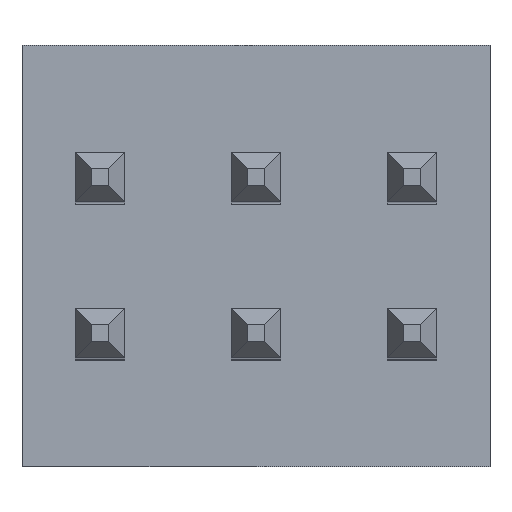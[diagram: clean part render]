
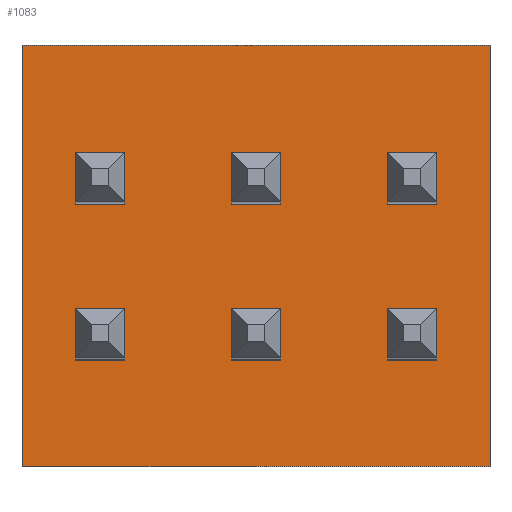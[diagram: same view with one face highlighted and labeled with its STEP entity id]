
A CAD part, top view. The second image highlights one B-rep face of the part: STEP entity #1083.
In plain terms, the highlighted face is planar.
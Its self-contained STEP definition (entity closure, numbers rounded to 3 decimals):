
#176 = VERTEX_POINT('',#177);
#177 = CARTESIAN_POINT('',(-1.905,2.515,1.715));
#183 = EDGE_CURVE('',#184,#176,#186,.T.);
#184 = VERTEX_POINT('',#185);
#185 = CARTESIAN_POINT('',(-1.905,2.515,-1.715));
#186 = LINE('',#187,#188);
#187 = CARTESIAN_POINT('',(-1.905,2.515,-1.715));
#188 = VECTOR('',#189,1.);
#189 = DIRECTION('',(0.,0.,1.));
#223 = VERTEX_POINT('',#224);
#224 = CARTESIAN_POINT('',(1.905,2.515,1.715));
#230 = EDGE_CURVE('',#176,#223,#231,.T.);
#231 = LINE('',#232,#233);
#232 = CARTESIAN_POINT('',(-1.905,2.515,1.715));
#233 = VECTOR('',#234,1.);
#234 = DIRECTION('',(1.,0.,0.));
#270 = VERTEX_POINT('',#271);
#271 = CARTESIAN_POINT('',(1.905,2.515,-1.715));
#277 = EDGE_CURVE('',#223,#270,#278,.T.);
#278 = LINE('',#279,#280);
#279 = CARTESIAN_POINT('',(1.905,2.515,1.715));
#280 = VECTOR('',#281,1.);
#281 = DIRECTION('',(0.,0.,-1.));
#332 = VERTEX_POINT('',#333);
#333 = CARTESIAN_POINT('',(1.067,2.515,-0.826));
#339 = EDGE_CURVE('',#332,#340,#342,.T.);
#340 = VERTEX_POINT('',#341);
#341 = CARTESIAN_POINT('',(1.067,2.515,-0.419));
#342 = LINE('',#343,#344);
#343 = CARTESIAN_POINT('',(1.067,2.515,-0.826));
#344 = VECTOR('',#345,1.);
#345 = DIRECTION('',(0.,0.,1.));
#370 = VERTEX_POINT('',#371);
#371 = CARTESIAN_POINT('',(1.473,2.515,-0.826));
#377 = EDGE_CURVE('',#370,#332,#378,.T.);
#378 = LINE('',#379,#380);
#379 = CARTESIAN_POINT('',(1.473,2.515,-0.826));
#380 = VECTOR('',#381,1.);
#381 = DIRECTION('',(-1.,0.,0.));
#401 = VERTEX_POINT('',#402);
#402 = CARTESIAN_POINT('',(1.473,2.515,-0.419));
#408 = EDGE_CURVE('',#401,#370,#409,.T.);
#409 = LINE('',#410,#411);
#410 = CARTESIAN_POINT('',(1.473,2.515,-0.419));
#411 = VECTOR('',#412,1.);
#412 = DIRECTION('',(0.,0.,-1.));
#434 = VERTEX_POINT('',#435);
#435 = CARTESIAN_POINT('',(1.067,2.515,0.445));
#441 = EDGE_CURVE('',#434,#442,#444,.T.);
#442 = VERTEX_POINT('',#443);
#443 = CARTESIAN_POINT('',(1.067,2.515,0.851));
#444 = LINE('',#445,#446);
#445 = CARTESIAN_POINT('',(1.067,2.515,0.445));
#446 = VECTOR('',#447,1.);
#447 = DIRECTION('',(0.,0.,1.));
#472 = VERTEX_POINT('',#473);
#473 = CARTESIAN_POINT('',(1.473,2.515,0.445));
#479 = EDGE_CURVE('',#472,#434,#480,.T.);
#480 = LINE('',#481,#482);
#481 = CARTESIAN_POINT('',(1.473,2.515,0.445));
#482 = VECTOR('',#483,1.);
#483 = DIRECTION('',(-1.,0.,0.));
#503 = VERTEX_POINT('',#504);
#504 = CARTESIAN_POINT('',(1.473,2.515,0.851));
#510 = EDGE_CURVE('',#503,#472,#511,.T.);
#511 = LINE('',#512,#513);
#512 = CARTESIAN_POINT('',(1.473,2.515,0.851));
#513 = VECTOR('',#514,1.);
#514 = DIRECTION('',(0.,0.,-1.));
#536 = VERTEX_POINT('',#537);
#537 = CARTESIAN_POINT('',(-0.203,2.515,-0.826));
#543 = EDGE_CURVE('',#536,#544,#546,.T.);
#544 = VERTEX_POINT('',#545);
#545 = CARTESIAN_POINT('',(-0.203,2.515,-0.419));
#546 = LINE('',#547,#548);
#547 = CARTESIAN_POINT('',(-0.203,2.515,-0.826));
#548 = VECTOR('',#549,1.);
#549 = DIRECTION('',(0.,0.,1.));
#574 = VERTEX_POINT('',#575);
#575 = CARTESIAN_POINT('',(0.203,2.515,-0.826));
#581 = EDGE_CURVE('',#574,#536,#582,.T.);
#582 = LINE('',#583,#584);
#583 = CARTESIAN_POINT('',(0.203,2.515,-0.826));
#584 = VECTOR('',#585,1.);
#585 = DIRECTION('',(-1.,0.,0.));
#605 = VERTEX_POINT('',#606);
#606 = CARTESIAN_POINT('',(0.203,2.515,-0.419));
#612 = EDGE_CURVE('',#605,#574,#613,.T.);
#613 = LINE('',#614,#615);
#614 = CARTESIAN_POINT('',(0.203,2.515,-0.419));
#615 = VECTOR('',#616,1.);
#616 = DIRECTION('',(0.,0.,-1.));
#638 = VERTEX_POINT('',#639);
#639 = CARTESIAN_POINT('',(-0.203,2.515,0.445));
#645 = EDGE_CURVE('',#638,#646,#648,.T.);
#646 = VERTEX_POINT('',#647);
#647 = CARTESIAN_POINT('',(-0.203,2.515,0.851));
#648 = LINE('',#649,#650);
#649 = CARTESIAN_POINT('',(-0.203,2.515,0.445));
#650 = VECTOR('',#651,1.);
#651 = DIRECTION('',(0.,0.,1.));
#676 = VERTEX_POINT('',#677);
#677 = CARTESIAN_POINT('',(0.203,2.515,0.445));
#683 = EDGE_CURVE('',#676,#638,#684,.T.);
#684 = LINE('',#685,#686);
#685 = CARTESIAN_POINT('',(0.203,2.515,0.445));
#686 = VECTOR('',#687,1.);
#687 = DIRECTION('',(-1.,0.,0.));
#707 = VERTEX_POINT('',#708);
#708 = CARTESIAN_POINT('',(0.203,2.515,0.851));
#714 = EDGE_CURVE('',#707,#676,#715,.T.);
#715 = LINE('',#716,#717);
#716 = CARTESIAN_POINT('',(0.203,2.515,0.851));
#717 = VECTOR('',#718,1.);
#718 = DIRECTION('',(0.,0.,-1.));
#740 = VERTEX_POINT('',#741);
#741 = CARTESIAN_POINT('',(-1.473,2.515,-0.826));
#747 = EDGE_CURVE('',#740,#748,#750,.T.);
#748 = VERTEX_POINT('',#749);
#749 = CARTESIAN_POINT('',(-1.473,2.515,-0.419));
#750 = LINE('',#751,#752);
#751 = CARTESIAN_POINT('',(-1.473,2.515,-0.826));
#752 = VECTOR('',#753,1.);
#753 = DIRECTION('',(0.,0.,1.));
#778 = VERTEX_POINT('',#779);
#779 = CARTESIAN_POINT('',(-1.067,2.515,-0.826));
#785 = EDGE_CURVE('',#778,#740,#786,.T.);
#786 = LINE('',#787,#788);
#787 = CARTESIAN_POINT('',(-1.067,2.515,-0.826));
#788 = VECTOR('',#789,1.);
#789 = DIRECTION('',(-1.,0.,0.));
#809 = VERTEX_POINT('',#810);
#810 = CARTESIAN_POINT('',(-1.067,2.515,-0.419));
#816 = EDGE_CURVE('',#809,#778,#817,.T.);
#817 = LINE('',#818,#819);
#818 = CARTESIAN_POINT('',(-1.067,2.515,-0.419));
#819 = VECTOR('',#820,1.);
#820 = DIRECTION('',(0.,0.,-1.));
#842 = VERTEX_POINT('',#843);
#843 = CARTESIAN_POINT('',(-1.473,2.515,0.445));
#849 = EDGE_CURVE('',#842,#850,#852,.T.);
#850 = VERTEX_POINT('',#851);
#851 = CARTESIAN_POINT('',(-1.473,2.515,0.851));
#852 = LINE('',#853,#854);
#853 = CARTESIAN_POINT('',(-1.473,2.515,0.445));
#854 = VECTOR('',#855,1.);
#855 = DIRECTION('',(0.,0.,1.));
#880 = VERTEX_POINT('',#881);
#881 = CARTESIAN_POINT('',(-1.067,2.515,0.445));
#887 = EDGE_CURVE('',#880,#842,#888,.T.);
#888 = LINE('',#889,#890);
#889 = CARTESIAN_POINT('',(-1.067,2.515,0.445));
#890 = VECTOR('',#891,1.);
#891 = DIRECTION('',(-1.,0.,0.));
#911 = VERTEX_POINT('',#912);
#912 = CARTESIAN_POINT('',(-1.067,2.515,0.851));
#918 = EDGE_CURVE('',#911,#880,#919,.T.);
#919 = LINE('',#920,#921);
#920 = CARTESIAN_POINT('',(-1.067,2.515,0.851));
#921 = VECTOR('',#922,1.);
#922 = DIRECTION('',(0.,0.,-1.));
#940 = EDGE_CURVE('',#340,#401,#941,.T.);
#941 = LINE('',#942,#943);
#942 = CARTESIAN_POINT('',(1.067,2.515,-0.419));
#943 = VECTOR('',#944,1.);
#944 = DIRECTION('',(1.,0.,0.));
#962 = EDGE_CURVE('',#442,#503,#963,.T.);
#963 = LINE('',#964,#965);
#964 = CARTESIAN_POINT('',(1.067,2.515,0.851));
#965 = VECTOR('',#966,1.);
#966 = DIRECTION('',(1.,0.,0.));
#984 = EDGE_CURVE('',#544,#605,#985,.T.);
#985 = LINE('',#986,#987);
#986 = CARTESIAN_POINT('',(-0.203,2.515,-0.419));
#987 = VECTOR('',#988,1.);
#988 = DIRECTION('',(1.,0.,0.));
#1006 = EDGE_CURVE('',#646,#707,#1007,.T.);
#1007 = LINE('',#1008,#1009);
#1008 = CARTESIAN_POINT('',(-0.203,2.515,0.851));
#1009 = VECTOR('',#1010,1.);
#1010 = DIRECTION('',(1.,0.,0.));
#1028 = EDGE_CURVE('',#748,#809,#1029,.T.);
#1029 = LINE('',#1030,#1031);
#1030 = CARTESIAN_POINT('',(-1.473,2.515,-0.419));
#1031 = VECTOR('',#1032,1.);
#1032 = DIRECTION('',(1.,0.,0.));
#1050 = EDGE_CURVE('',#850,#911,#1051,.T.);
#1051 = LINE('',#1052,#1053);
#1052 = CARTESIAN_POINT('',(-1.473,2.515,0.851));
#1053 = VECTOR('',#1054,1.);
#1054 = DIRECTION('',(1.,0.,0.));
#1073 = EDGE_CURVE('',#270,#184,#1074,.T.);
#1074 = LINE('',#1075,#1076);
#1075 = CARTESIAN_POINT('',(1.905,2.515,-1.715));
#1076 = VECTOR('',#1077,1.);
#1077 = DIRECTION('',(-1.,0.,0.));
#1083 = ADVANCED_FACE('',(#1084,#1090,#1096,#1102,#1108,#1114,#1120),
  #1126,.T.);
#1084 = FACE_BOUND('',#1085,.T.);
#1085 = EDGE_LOOP('',(#1086,#1087,#1088,#1089));
#1086 = ORIENTED_EDGE('',*,*,#849,.F.);
#1087 = ORIENTED_EDGE('',*,*,#887,.F.);
#1088 = ORIENTED_EDGE('',*,*,#918,.F.);
#1089 = ORIENTED_EDGE('',*,*,#1050,.F.);
#1090 = FACE_BOUND('',#1091,.T.);
#1091 = EDGE_LOOP('',(#1092,#1093,#1094,#1095));
#1092 = ORIENTED_EDGE('',*,*,#747,.F.);
#1093 = ORIENTED_EDGE('',*,*,#785,.F.);
#1094 = ORIENTED_EDGE('',*,*,#816,.F.);
#1095 = ORIENTED_EDGE('',*,*,#1028,.F.);
#1096 = FACE_BOUND('',#1097,.T.);
#1097 = EDGE_LOOP('',(#1098,#1099,#1100,#1101));
#1098 = ORIENTED_EDGE('',*,*,#645,.F.);
#1099 = ORIENTED_EDGE('',*,*,#683,.F.);
#1100 = ORIENTED_EDGE('',*,*,#714,.F.);
#1101 = ORIENTED_EDGE('',*,*,#1006,.F.);
#1102 = FACE_BOUND('',#1103,.T.);
#1103 = EDGE_LOOP('',(#1104,#1105,#1106,#1107));
#1104 = ORIENTED_EDGE('',*,*,#543,.F.);
#1105 = ORIENTED_EDGE('',*,*,#581,.F.);
#1106 = ORIENTED_EDGE('',*,*,#612,.F.);
#1107 = ORIENTED_EDGE('',*,*,#984,.F.);
#1108 = FACE_BOUND('',#1109,.T.);
#1109 = EDGE_LOOP('',(#1110,#1111,#1112,#1113));
#1110 = ORIENTED_EDGE('',*,*,#441,.F.);
#1111 = ORIENTED_EDGE('',*,*,#479,.F.);
#1112 = ORIENTED_EDGE('',*,*,#510,.F.);
#1113 = ORIENTED_EDGE('',*,*,#962,.F.);
#1114 = FACE_BOUND('',#1115,.T.);
#1115 = EDGE_LOOP('',(#1116,#1117,#1118,#1119));
#1116 = ORIENTED_EDGE('',*,*,#339,.F.);
#1117 = ORIENTED_EDGE('',*,*,#377,.F.);
#1118 = ORIENTED_EDGE('',*,*,#408,.F.);
#1119 = ORIENTED_EDGE('',*,*,#940,.F.);
#1120 = FACE_BOUND('',#1121,.T.);
#1121 = EDGE_LOOP('',(#1122,#1123,#1124,#1125));
#1122 = ORIENTED_EDGE('',*,*,#183,.T.);
#1123 = ORIENTED_EDGE('',*,*,#230,.T.);
#1124 = ORIENTED_EDGE('',*,*,#277,.T.);
#1125 = ORIENTED_EDGE('',*,*,#1073,.T.);
#1126 = PLANE('',#1127);
#1127 = AXIS2_PLACEMENT_3D('',#1128,#1129,#1130);
#1128 = CARTESIAN_POINT('',(0.,2.515,0.));
#1129 = DIRECTION('',(0.,1.,0.));
#1130 = DIRECTION('',(0.,-0.,1.));
